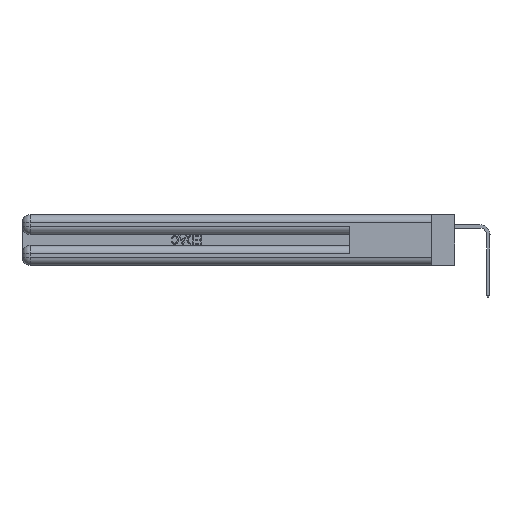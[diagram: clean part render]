
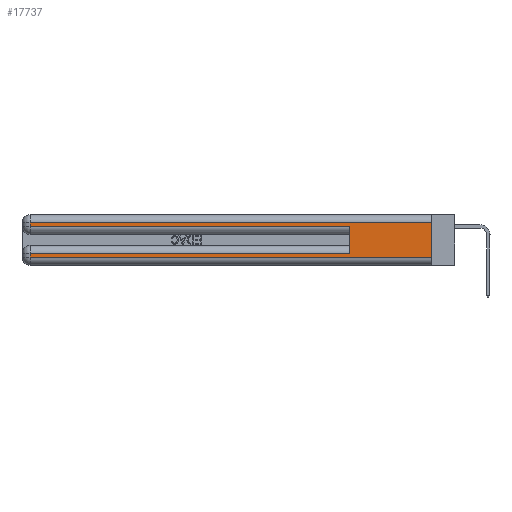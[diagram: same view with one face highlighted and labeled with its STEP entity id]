
A CAD part, left-side view. The second image highlights one B-rep face of the part: STEP entity #17737.
In plain terms, the highlighted planar face has unit normal (-1, 0, 0).
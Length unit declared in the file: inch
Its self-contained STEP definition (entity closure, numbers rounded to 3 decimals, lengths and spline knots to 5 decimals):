
#232 = VECTOR ( 'NONE', #39584, 39.37008 ) ;
#1414 = LINE ( 'NONE', #17053, #232 ) ;
#2679 = DIRECTION ( 'NONE',  ( 1., 0., 0. ) ) ;
#3910 = VECTOR ( 'NONE', #23131, 39.37008 ) ;
#4253 = EDGE_CURVE ( 'NONE', #28918, #7836, #1414, .T. ) ;
#4502 = VECTOR ( 'NONE', #32609, 39.37008 ) ;
#6209 = CARTESIAN_POINT ( 'NONE',  ( 0., 0., 0.285 ) ) ;
#7836 = VERTEX_POINT ( 'NONE', #33157 ) ;
#8798 = DIRECTION ( 'NONE',  ( 0., 1., 0. ) ) ;
#10223 = CARTESIAN_POINT ( 'NONE',  ( 0., 2.94, 0.31 ) ) ;
#10371 = EDGE_LOOP ( 'NONE', ( #39991, #23169, #41067, #47865, #15863, #29774, #16965, #38684 ) ) ;
#11139 = CARTESIAN_POINT ( 'NONE',  ( 0., 0.6, 0.145 ) ) ;
#12207 = VECTOR ( 'NONE', #37486, 39.37008 ) ;
#12459 = VECTOR ( 'NONE', #14605, 39.37008 ) ;
#14516 = LINE ( 'NONE', #6209, #4502 ) ;
#14605 = DIRECTION ( 'NONE',  ( 0., -1., 0. ) ) ;
#15863 = ORIENTED_EDGE ( 'NONE', *, *, #31950, .F. ) ;
#16238 = CARTESIAN_POINT ( 'NONE',  ( 0., 0., 0.31 ) ) ;
#16965 = ORIENTED_EDGE ( 'NONE', *, *, #23854, .T. ) ;
#17006 = EDGE_CURVE ( 'NONE', #18465, #41662, #14516, .T. ) ;
#17053 = CARTESIAN_POINT ( 'NONE',  ( 0., 0., 0.37 ) ) ;
#17226 = EDGE_CURVE ( 'NONE', #42420, #18465, #21099, .T. ) ;
#17358 = CARTESIAN_POINT ( 'NONE',  ( 0., 2.94, 0.06 ) ) ;
#17442 = EDGE_CURVE ( 'NONE', #28918, #42420, #21651, .T. ) ;
#17641 = LINE ( 'NONE', #11139, #36486 ) ;
#17737 = ADVANCED_FACE ( 'NONE', ( #48662 ), #21485, .F. ) ;
#18465 = VERTEX_POINT ( 'NONE', #24939 ) ;
#21099 = LINE ( 'NONE', #33714, #12207 ) ;
#21485 = PLANE ( 'NONE',  #33973 ) ;
#21651 = LINE ( 'NONE', #16238, #40487 ) ;
#22921 = CARTESIAN_POINT ( 'NONE',  ( 0., 0.6, 0.085 ) ) ;
#23131 = DIRECTION ( 'NONE',  ( 0., 0., -1. ) ) ;
#23169 = ORIENTED_EDGE ( 'NONE', *, *, #17442, .T. ) ;
#23854 = EDGE_CURVE ( 'NONE', #44444, #32539, #33971, .T. ) ;
#24308 = CARTESIAN_POINT ( 'NONE',  ( 0., 0.6, 0.285 ) ) ;
#24939 = CARTESIAN_POINT ( 'NONE',  ( 0., 2.94, 0.285 ) ) ;
#27082 = CARTESIAN_POINT ( 'NONE',  ( 0., 2.94, 0.085 ) ) ;
#28918 = VERTEX_POINT ( 'NONE', #34451 ) ;
#29101 = DIRECTION ( 'NONE',  ( 0., 0., -1. ) ) ;
#29161 = EDGE_CURVE ( 'NONE', #34672, #44444, #34579, .T. ) ;
#29774 = ORIENTED_EDGE ( 'NONE', *, *, #29161, .T. ) ;
#31950 = EDGE_CURVE ( 'NONE', #34672, #41662, #17641, .T. ) ;
#32003 = DIRECTION ( 'NONE',  ( 0., 1., 0. ) ) ;
#32539 = VERTEX_POINT ( 'NONE', #17358 ) ;
#32563 = LINE ( 'NONE', #40947, #12459 ) ;
#32609 = DIRECTION ( 'NONE',  ( 0., -1., 0. ) ) ;
#33157 = CARTESIAN_POINT ( 'NONE',  ( 0., 0., 0.06 ) ) ;
#33714 = CARTESIAN_POINT ( 'NONE',  ( 0., 2.94, 0.37 ) ) ;
#33971 = LINE ( 'NONE', #41892, #3910 ) ;
#33973 = AXIS2_PLACEMENT_3D ( 'NONE', #47776, #2679, #29101 ) ;
#34451 = CARTESIAN_POINT ( 'NONE',  ( 0., 0., 0.31 ) ) ;
#34579 = LINE ( 'NONE', #46906, #42897 ) ;
#34672 = VERTEX_POINT ( 'NONE', #22921 ) ;
#34881 = DIRECTION ( 'NONE',  ( 0., 0., 1. ) ) ;
#36486 = VECTOR ( 'NONE', #34881, 39.37008 ) ;
#37486 = DIRECTION ( 'NONE',  ( 0., 0., -1. ) ) ;
#38684 = ORIENTED_EDGE ( 'NONE', *, *, #41291, .T. ) ;
#39584 = DIRECTION ( 'NONE',  ( 0., 0., -1. ) ) ;
#39991 = ORIENTED_EDGE ( 'NONE', *, *, #4253, .F. ) ;
#40487 = VECTOR ( 'NONE', #8798, 39.37008 ) ;
#40947 = CARTESIAN_POINT ( 'NONE',  ( 0., 0., 0.06 ) ) ;
#41067 = ORIENTED_EDGE ( 'NONE', *, *, #17226, .T. ) ;
#41291 = EDGE_CURVE ( 'NONE', #32539, #7836, #32563, .T. ) ;
#41662 = VERTEX_POINT ( 'NONE', #24308 ) ;
#41892 = CARTESIAN_POINT ( 'NONE',  ( 0., 2.94, 0.37 ) ) ;
#42420 = VERTEX_POINT ( 'NONE', #10223 ) ;
#42897 = VECTOR ( 'NONE', #32003, 39.37008 ) ;
#44444 = VERTEX_POINT ( 'NONE', #27082 ) ;
#46906 = CARTESIAN_POINT ( 'NONE',  ( 0., 0., 0.085 ) ) ;
#47776 = CARTESIAN_POINT ( 'NONE',  ( 0., 0., 0.37 ) ) ;
#47865 = ORIENTED_EDGE ( 'NONE', *, *, #17006, .T. ) ;
#48662 = FACE_OUTER_BOUND ( 'NONE', #10371, .T. ) ;
